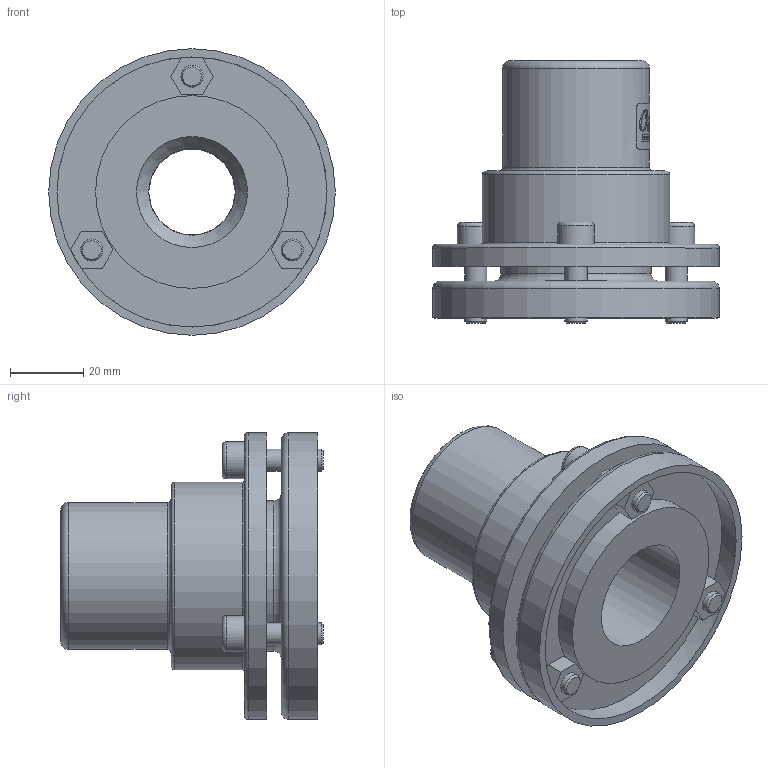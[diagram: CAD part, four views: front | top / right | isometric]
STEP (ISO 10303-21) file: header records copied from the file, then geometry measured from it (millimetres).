
FILE_DESCRIPTION(/* description */ (''),/* implementation_level */ '2;1');
FILE_NAME(/* name */ '51015 Justierflansch 10.stp',/* time_stamp */ '2017-08-11T09:30:49+02:00',/* author */ ('guzb562'),/* organization */ (''),/* preprocessor_version */ 'ST-DEVELOPER v16.1',/* originating_system */ 'Autodesk Inventor 2016',/* authorisation */ '');
FILE_SCHEMA (('AUTOMOTIVE_DESIGN { 1 0 10303 214 3 1 1 }'));
Length unit declared in the file: millimetre
Products named in the file (1): 51015 Justierflansch 10
Bounding box: 78 x 71.43 x 78 mm (x, y, z)
Volume: 104225.4 mm3; surface area: 36254.5 mm2
Topology: 1 solids, 1 shells, 302 faces, 759 edges, 502 vertices
Faces by surface type: plane 160, bspline 78, cylinder 47, torus 10, cone 7
Full cylindrical faces by diameter (mm): 6 x9, 10 x3, 30.2 x2, 40 x1, 41 x1, 51 x1, 52.5 x1, 73.5 x1, 78 x2
Entity records: 12007 total; most frequent: CARTESIAN_POINT 5250, ORIENTED_EDGE 1430, DIRECTION 1211, EDGE_CURVE 715, VERTEX_POINT 496, AXIS2_PLACEMENT_3D 435, EDGE_LOOP 391, LINE 341
